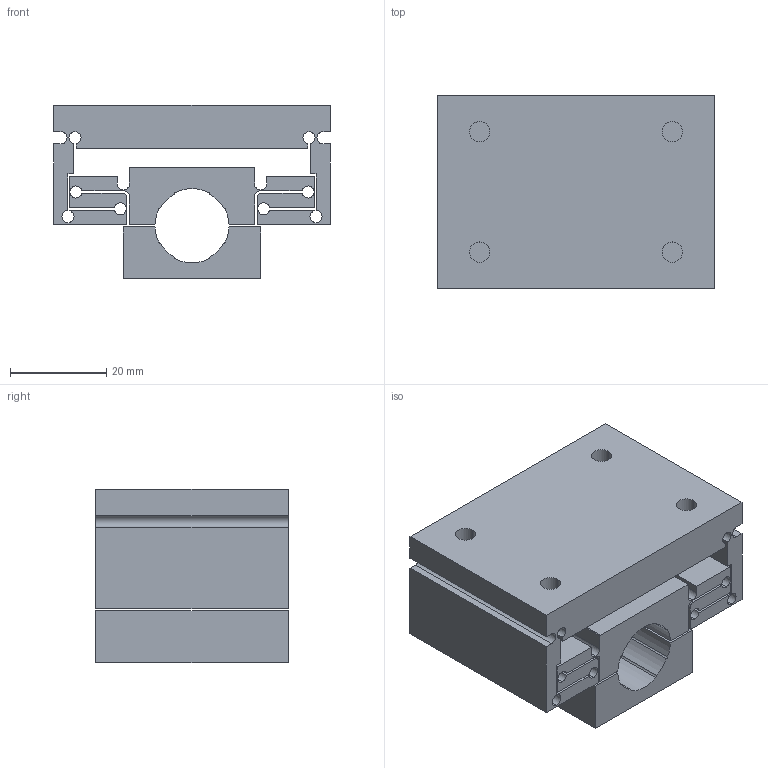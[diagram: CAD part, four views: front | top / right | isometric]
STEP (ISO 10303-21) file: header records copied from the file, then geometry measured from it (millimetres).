
FILE_DESCRIPTION (( 'STEP AP203' ), '1' );
FILE_NAME ('00221724.STEP', '2021-11-15T16:27:31', ( 'uesrf' ), ( '' ), 'SwSTEP 2.0', 'SolidWorks 2019', '' );
FILE_SCHEMA (( 'CONFIG_CONTROL_DESIGN' ));
Length unit declared in the file: millimetre
Products named in the file (1): 00221724
Bounding box: 57.5 x 40 x 36 mm (x, y, z)
Volume: 47154.1 mm3; surface area: 27283.7 mm2
Topology: 2 solids, 2 shells, 133 faces, 387 edges, 258 vertices
Faces by surface type: cylinder 79, plane 54
Entity records: 4632 total; most frequent: CARTESIAN_POINT 819, DIRECTION 809, ORIENTED_EDGE 774, EDGE_CURVE 387, AXIS2_PLACEMENT_3D 290, VERTEX_POINT 258, LINE 229, VECTOR 229
